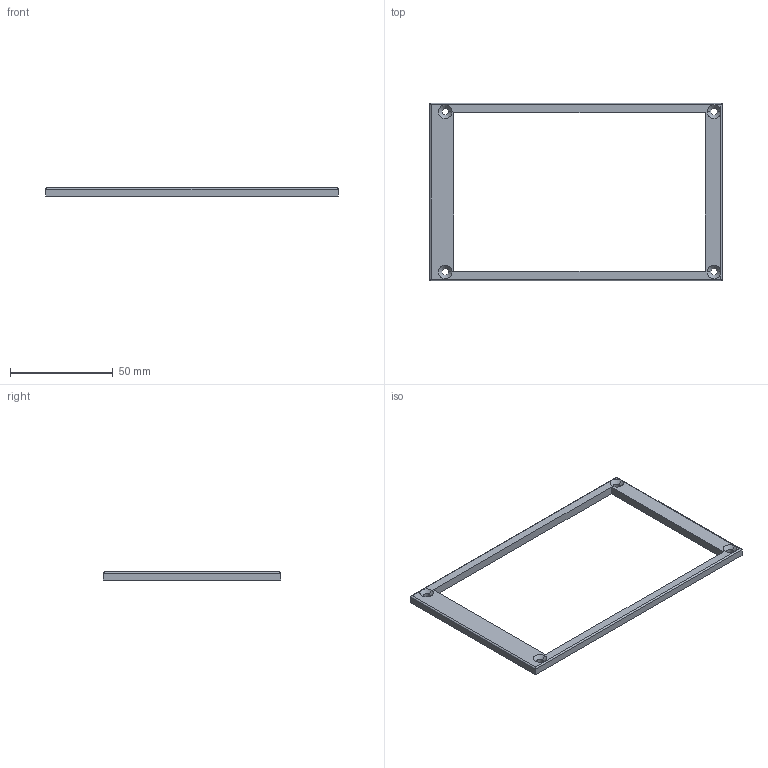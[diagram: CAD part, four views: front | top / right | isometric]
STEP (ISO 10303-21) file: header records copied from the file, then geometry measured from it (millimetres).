
FILE_DESCRIPTION(/* description */ (''),/* implementation_level */ '2;1');
FILE_NAME(/* name */ 'DisplayCase_v2',/* time_stamp */ '2024-08-08T13:55:26+02:00',/* author */ (''),/* organization */ (''),/* preprocessor_version */ 'ST-DEVELOPER v19.2',/* originating_system */ 'Rhino 8.4',/* authorisation */ '');
FILE_SCHEMA (('CONFIG_CONTROL_DESIGN'));
Length unit declared in the file: millimetre
Products named in the file (1): Document
Bounding box: 142 x 86 x 4 mm (x, y, z)
Volume: 10899.2 mm3; surface area: 8933.6 mm2
Topology: 1 solids, 1 shells, 29 faces, 74 edges, 44 vertices
Faces by surface type: plane 11, cylinder 10, bspline 8
Full cylindrical faces by diameter (mm): 3.3 x2
Entity records: 1127 total; most frequent: CARTESIAN_POINT 451, ORIENTED_EDGE 148, EDGE_CURVE 74, DIRECTION 73, AXIS2_PLACEMENT_3D 47, VERTEX_POINT 44, EDGE_LOOP 36, B_SPLINE_CURVE_WITH_KNOTS 36
